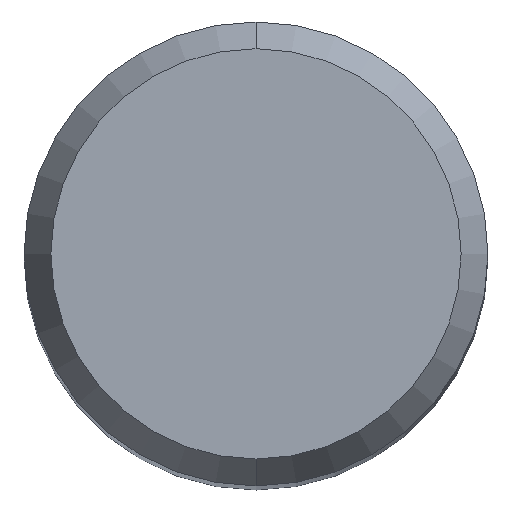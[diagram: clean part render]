
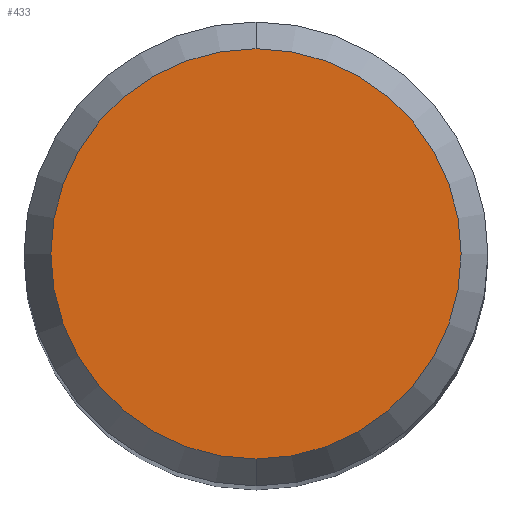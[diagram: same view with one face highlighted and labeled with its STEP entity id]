
A CAD part, top view. The second image highlights one B-rep face of the part: STEP entity #433.
In plain terms, the highlighted planar face has unit normal (0, 0, 1).
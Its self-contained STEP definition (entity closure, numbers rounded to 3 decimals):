
#225=VERTEX_POINT('',#523);
#323=EDGE_CURVE('',#353,#225,#627,.T.);
#353=VERTEX_POINT('',#664);
#395=EDGE_CURVE('',#225,#353,#709,.T.);
#433=ADVANCED_FACE('',(#750),#751,.T.);
#523=CARTESIAN_POINT('',(0.0,3.538,40.355));
#627=CIRCLE('',#1155,3.538);
#664=CARTESIAN_POINT('',(0.,-3.538,40.355));
#709=CIRCLE('',#1321,3.538);
#750=FACE_OUTER_BOUND('',#1391,.T.);
#751=PLANE('',#1392);
#1155=AXIS2_PLACEMENT_3D('',#1571,#1572,#1573);
#1321=AXIS2_PLACEMENT_3D('',#1687,#1688,#1689);
#1391=EDGE_LOOP('',(#1732,#1733));
#1392=AXIS2_PLACEMENT_3D('',#1734,#1735,#1736);
#1571=CARTESIAN_POINT('',(0.0,0.0,40.355));
#1572=DIRECTION('',(0.0,0.0,-1.0));
#1573=DIRECTION('',(0.0,1.0,0.0));
#1687=CARTESIAN_POINT('',(0.0,0.0,40.355));
#1688=DIRECTION('',(0.0,0.0,-1.0));
#1689=DIRECTION('',(0.0,1.0,0.0));
#1732=ORIENTED_EDGE('',*,*,#395,.F.);
#1733=ORIENTED_EDGE('',*,*,#323,.F.);
#1734=CARTESIAN_POINT('',(0.0,1.769,40.355));
#1735=DIRECTION('',(-0.0,0.0,1.0));
#1736=DIRECTION('',(0.0,-1.0,0.0));
